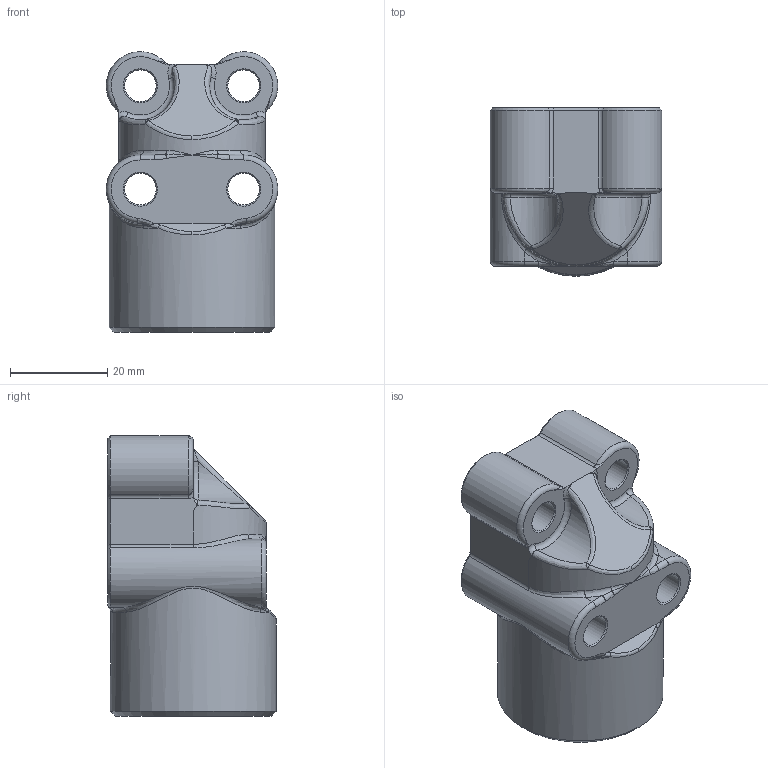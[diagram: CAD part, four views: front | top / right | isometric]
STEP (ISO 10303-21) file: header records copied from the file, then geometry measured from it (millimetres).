
FILE_DESCRIPTION(/* description */ ('Unknown'),/* implementation_level */ '2;1');
FILE_NAME(/* name */ 'AF.01100-001',/* time_stamp */ '2023-07-24T09:04:36+02:00',/* author */ ('Unknown'),/* organization */ ('Unknown'),/* preprocessor_version */ 'ST-DEVELOPER v18.102',/* originating_system */ 'Solid Edge',/* authorisation */ 'Unknown');
FILE_SCHEMA (('AUTOMOTIVE_DESIGN {1 0 10303 214 3 1 1}'));
Length unit declared in the file: millimetre
Products named in the file (2): AF; AF.01100
Assembly tree (1 placements, depth 2):
  AF
    AF.01100
Bounding box: 35.21 x 34.5 x 57.61 mm (x, y, z)
Volume: 38398.6 mm3; surface area: 12217.3 mm2
Topology: 1 solids, 1 shells, 120 faces, 286 edges, 166 vertices
Faces by surface type: bspline 32, cylinder 25, cone 22, plane 21, torus 18, sphere 2
Full cylindrical faces by diameter (mm): 6.5 x4, 11 x1, 12 x1, 14.8 x1, 15.25 x1, 20.9 x1, 34 x1
Entity records: 5461 total; most frequent: CARTESIAN_POINT 3058, ORIENTED_EDGE 510, DIRECTION 396, EDGE_CURVE 255, AXIS2_PLACEMENT_3D 171, VERTEX_POINT 163, EDGE_LOOP 156, FACE_BOUND 156
